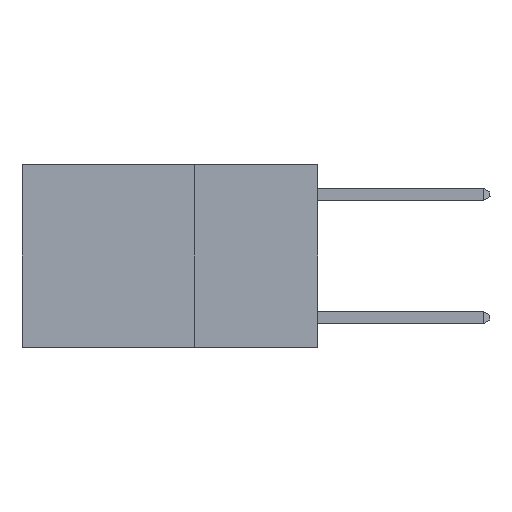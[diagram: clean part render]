
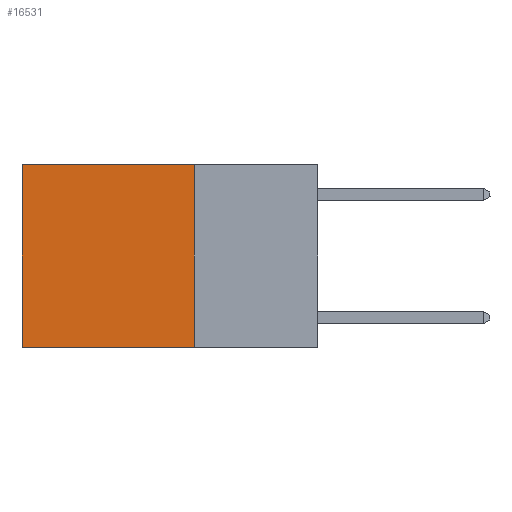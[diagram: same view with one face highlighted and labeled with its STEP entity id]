
A CAD part, left-side view. The second image highlights one B-rep face of the part: STEP entity #16531.
In plain terms, the highlighted planar face has unit normal (-1, 0, 0).
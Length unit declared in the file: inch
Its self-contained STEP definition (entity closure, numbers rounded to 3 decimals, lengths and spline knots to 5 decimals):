
#486 = VECTOR ( 'NONE', #20098, 39.37008 ) ;
#1756 = DIRECTION ( 'NONE',  ( 0., 1., 0. ) ) ;
#2480 = ORIENTED_EDGE ( 'NONE', *, *, #10931, .T. ) ;
#3971 = AXIS2_PLACEMENT_3D ( 'NONE', #15526, #17519, #5692 ) ;
#4659 = LINE ( 'NONE', #20185, #9892 ) ;
#4857 = VECTOR ( 'NONE', #1756, 39.37008 ) ;
#5692 = DIRECTION ( 'NONE',  ( 0., 0., -1. ) ) ;
#6823 = VERTEX_POINT ( 'NONE', #15418 ) ;
#8381 = EDGE_CURVE ( 'NONE', #6823, #8864, #15803, .T. ) ;
#8464 = ORIENTED_EDGE ( 'NONE', *, *, #20100, .F. ) ;
#8864 = VERTEX_POINT ( 'NONE', #17594 ) ;
#9266 = ORIENTED_EDGE ( 'NONE', *, *, #25103, .F. ) ;
#9892 = VECTOR ( 'NONE', #12230, 39.37008 ) ;
#10931 = EDGE_CURVE ( 'NONE', #24743, #6823, #15361, .T. ) ;
#11598 = CARTESIAN_POINT ( 'NONE',  ( 0.2625, 0.25, 0. ) ) ;
#11827 = CARTESIAN_POINT ( 'NONE',  ( 0.2625, 0.25, -0.37 ) ) ;
#12230 = DIRECTION ( 'NONE',  ( 0., 0., -1. ) ) ;
#13540 = PLANE ( 'NONE',  #3971 ) ;
#14318 = DIRECTION ( 'NONE',  ( 0., 0., -1. ) ) ;
#15184 = VECTOR ( 'NONE', #14318, 39.37008 ) ;
#15361 = LINE ( 'NONE', #11598, #4857 ) ;
#15418 = CARTESIAN_POINT ( 'NONE',  ( 0.2625, 0.6, 0. ) ) ;
#15526 = CARTESIAN_POINT ( 'NONE',  ( 0.2625, 0.25, 0. ) ) ;
#15803 = LINE ( 'NONE', #22145, #15184 ) ;
#16321 = LINE ( 'NONE', #18119, #486 ) ;
#16531 = ADVANCED_FACE ( 'NONE', ( #22670 ), #13540, .F. ) ;
#17519 = DIRECTION ( 'NONE',  ( 1., 0., 0. ) ) ;
#17594 = CARTESIAN_POINT ( 'NONE',  ( 0.2625, 0.6, -0.37 ) ) ;
#18119 = CARTESIAN_POINT ( 'NONE',  ( 0.2625, 0.25, -0.37 ) ) ;
#20098 = DIRECTION ( 'NONE',  ( 0., 1., 0. ) ) ;
#20100 = EDGE_CURVE ( 'NONE', #24355, #8864, #16321, .T. ) ;
#20185 = CARTESIAN_POINT ( 'NONE',  ( 0.2625, 0.25, 0. ) ) ;
#20621 = ORIENTED_EDGE ( 'NONE', *, *, #8381, .T. ) ;
#21114 = EDGE_LOOP ( 'NONE', ( #20621, #8464, #9266, #2480 ) ) ;
#22145 = CARTESIAN_POINT ( 'NONE',  ( 0.2625, 0.6, 0. ) ) ;
#22670 = FACE_OUTER_BOUND ( 'NONE', #21114, .T. ) ;
#24355 = VERTEX_POINT ( 'NONE', #11827 ) ;
#24743 = VERTEX_POINT ( 'NONE', #25034 ) ;
#25034 = CARTESIAN_POINT ( 'NONE',  ( 0.2625, 0.25, 0. ) ) ;
#25103 = EDGE_CURVE ( 'NONE', #24743, #24355, #4659, .T. ) ;
